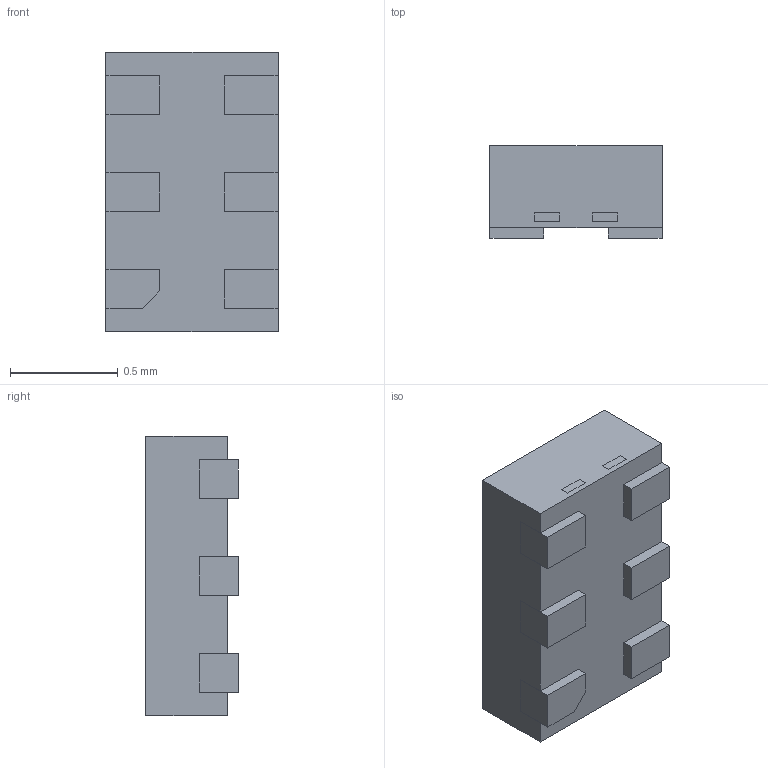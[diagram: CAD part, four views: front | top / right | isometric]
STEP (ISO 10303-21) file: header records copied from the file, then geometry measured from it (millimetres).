
FILE_DESCRIPTION (( 'STEP AP214' ), '1' );
FILE_NAME ('SOT8006.STEP', '2020-09-18T10:49:03', ( '' ), ( '' ), 'SwSTEP 2.0', 'SolidWorks 2017', '' );
FILE_SCHEMA (( 'AUTOMOTIVE_DESIGN' ));
Length unit declared in the file: millimetre
Products named in the file (1): SOT8006
Bounding box: 0.8 x 0.43 x 1.3 mm (x, y, z)
Volume: 0.4 mm3; surface area: 5.9 mm2
Topology: 12 solids, 12 shells, 119 faces, 270 edges, 180 vertices
Faces by surface type: plane 115, cylinder 4
Entity records: 3405 total; most frequent: CARTESIAN_POINT 570, ORIENTED_EDGE 540, DIRECTION 518, EDGE_CURVE 270, VECTOR 262, LINE 262, VERTEX_POINT 180, AXIS2_PLACEMENT_3D 128
